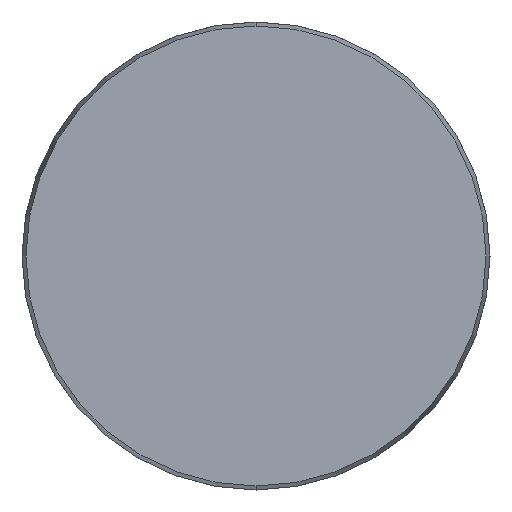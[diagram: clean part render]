
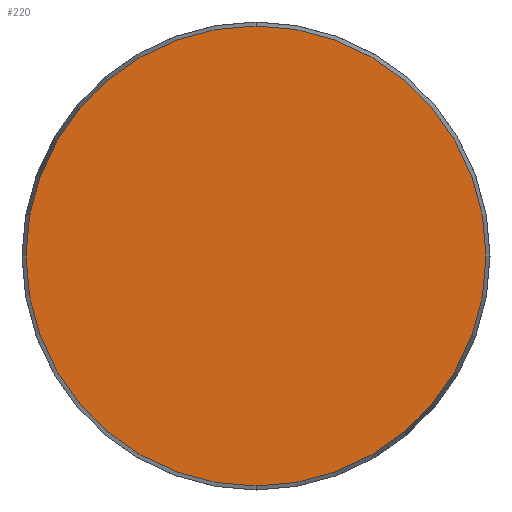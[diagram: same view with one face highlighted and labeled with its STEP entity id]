
A CAD part, front view. The second image highlights one B-rep face of the part: STEP entity #220.
In plain terms, the highlighted planar face has unit normal (0, -1, 0).
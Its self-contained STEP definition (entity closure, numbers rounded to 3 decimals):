
#28 = AXIS2_PLACEMENT_3D ( 'NONE', #1028, #941, #74 ) ;
#57 = VERTEX_POINT ( 'NONE', #315 ) ;
#71 = DIRECTION ( 'NONE',  ( 0., 0., 1. ) ) ;
#74 = DIRECTION ( 'NONE',  ( 0., 0., -1. ) ) ;
#174 = AXIS2_PLACEMENT_3D ( 'NONE', #974, #598, #962 ) ;
#220 = ADVANCED_FACE ( 'NONE', ( #281 ), #980, .F. ) ;
#278 = ORIENTED_EDGE ( 'NONE', *, *, #860, .T. ) ;
#281 = FACE_OUTER_BOUND ( 'NONE', #686, .T. ) ;
#315 = CARTESIAN_POINT ( 'NONE',  ( 0., 0., -49.143 ) ) ;
#406 = EDGE_CURVE ( 'NONE', #57, #1070, #1094, .T. ) ;
#428 = ORIENTED_EDGE ( 'NONE', *, *, #406, .T. ) ;
#522 = DIRECTION ( 'NONE',  ( 0., 1., 0. ) ) ;
#598 = DIRECTION ( 'NONE',  ( 0., -1., 0. ) ) ;
#638 = CARTESIAN_POINT ( 'NONE',  ( 0., 0., 49.143 ) ) ;
#686 = EDGE_LOOP ( 'NONE', ( #278, #428 ) ) ;
#701 = CIRCLE ( 'NONE', #174, 49.143 ) ;
#742 = CARTESIAN_POINT ( 'NONE',  ( -49.143, 0., 0. ) ) ;
#780 = AXIS2_PLACEMENT_3D ( 'NONE', #742, #522, #71 ) ;
#860 = EDGE_CURVE ( 'NONE', #1070, #57, #701, .T. ) ;
#941 = DIRECTION ( 'NONE',  ( 0., -1., 0. ) ) ;
#962 = DIRECTION ( 'NONE',  ( 0., 0., -1. ) ) ;
#974 = CARTESIAN_POINT ( 'NONE',  ( 0., 0., 0. ) ) ;
#980 = PLANE ( 'NONE',  #780 ) ;
#1028 = CARTESIAN_POINT ( 'NONE',  ( 0., 0., 0. ) ) ;
#1070 = VERTEX_POINT ( 'NONE', #638 ) ;
#1094 = CIRCLE ( 'NONE', #28, 49.143 ) ;
